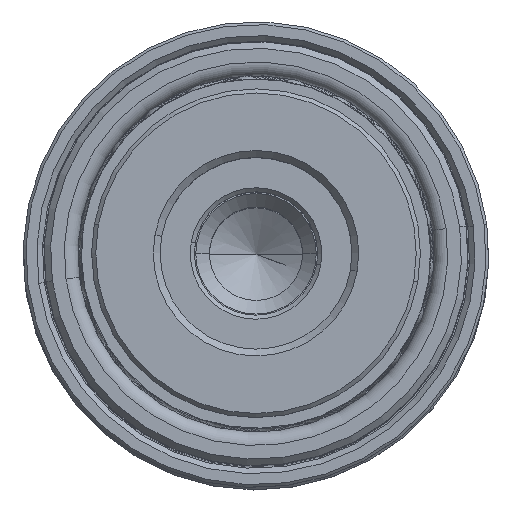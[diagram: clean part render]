
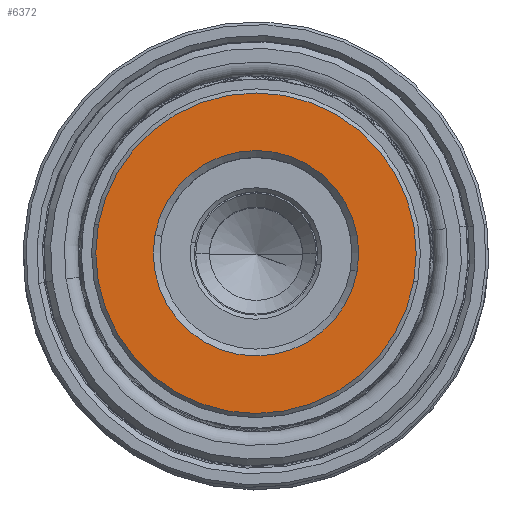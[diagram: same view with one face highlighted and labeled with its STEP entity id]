
A CAD part, top view. The second image highlights one B-rep face of the part: STEP entity #6372.
In plain terms, the highlighted face is planar.
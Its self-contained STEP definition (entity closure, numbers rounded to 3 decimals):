
#385 = VERTEX_POINT ( 'NONE', #17247 ) ;
#480 = ORIENTED_EDGE ( 'NONE', *, *, #13030, .T. ) ;
#562 = DIRECTION ( 'NONE',  ( 0., 0., 1. ) ) ;
#873 = DIRECTION ( 'NONE',  ( 0., 0., 1. ) ) ;
#1278 = FACE_BOUND ( 'NONE', #12340, .T. ) ;
#1484 = CARTESIAN_POINT ( 'NONE',  ( 11.7, 0., 0. ) ) ;
#2281 = VERTEX_POINT ( 'NONE', #30757 ) ;
#3027 = AXIS2_PLACEMENT_3D ( 'NONE', #9137, #30709, #12230 ) ;
#4866 = AXIS2_PLACEMENT_3D ( 'NONE', #9494, #31078, #12596 ) ;
#6372 = ADVANCED_FACE ( 'NONE', ( #10438, #1278 ), #14336, .F. ) ;
#8735 = EDGE_CURVE ( 'NONE', #38673, #36400, #29219, .T. ) ;
#9100 = CIRCLE ( 'NONE', #32305, 7.5 ) ;
#9137 = CARTESIAN_POINT ( 'NONE',  ( 0., 0., 0. ) ) ;
#9494 = CARTESIAN_POINT ( 'NONE',  ( 0., 0., 0. ) ) ;
#10438 = FACE_OUTER_BOUND ( 'NONE', #27909, .T. ) ;
#12031 = ORIENTED_EDGE ( 'NONE', *, *, #37771, .T. ) ;
#12230 = DIRECTION ( 'NONE',  ( 1., 0., 0. ) ) ;
#12340 = EDGE_LOOP ( 'NONE', ( #12031, #34609 ) ) ;
#12596 = DIRECTION ( 'NONE',  ( 1., 0., 0. ) ) ;
#13030 = EDGE_CURVE ( 'NONE', #36400, #38673, #19310, .T. ) ;
#14336 = PLANE ( 'NONE',  #26539 ) ;
#15316 = ORIENTED_EDGE ( 'NONE', *, *, #8735, .T. ) ;
#15707 = AXIS2_PLACEMENT_3D ( 'NONE', #19328, #873, #22417 ) ;
#16985 = EDGE_CURVE ( 'NONE', #2281, #385, #20543, .T. ) ;
#17247 = CARTESIAN_POINT ( 'NONE',  ( -7.5, 0., 0. ) ) ;
#19026 = CARTESIAN_POINT ( 'NONE',  ( 0., 0., 0. ) ) ;
#19310 = CIRCLE ( 'NONE', #3027, 11.7 ) ;
#19328 = CARTESIAN_POINT ( 'NONE',  ( 0., 0., 0. ) ) ;
#20534 = DIRECTION ( 'NONE',  ( 1., 0., 0. ) ) ;
#20543 = CIRCLE ( 'NONE', #15707, 7.5 ) ;
#22117 = DIRECTION ( 'NONE',  ( 1., 0., 0. ) ) ;
#22417 = DIRECTION ( 'NONE',  ( 1., 0., 0. ) ) ;
#23520 = CARTESIAN_POINT ( 'NONE',  ( -11.7, 0., 0. ) ) ;
#26539 = AXIS2_PLACEMENT_3D ( 'NONE', #32433, #39056, #20534 ) ;
#27909 = EDGE_LOOP ( 'NONE', ( #480, #15316 ) ) ;
#29219 = CIRCLE ( 'NONE', #4866, 11.7 ) ;
#30709 = DIRECTION ( 'NONE',  ( 0., 0., -1. ) ) ;
#30757 = CARTESIAN_POINT ( 'NONE',  ( 7.5, 0., 0. ) ) ;
#31078 = DIRECTION ( 'NONE',  ( 0., 0., -1. ) ) ;
#32305 = AXIS2_PLACEMENT_3D ( 'NONE', #19026, #562, #22117 ) ;
#32433 = CARTESIAN_POINT ( 'NONE',  ( 0., 0., 0. ) ) ;
#34609 = ORIENTED_EDGE ( 'NONE', *, *, #16985, .T. ) ;
#36400 = VERTEX_POINT ( 'NONE', #1484 ) ;
#37771 = EDGE_CURVE ( 'NONE', #385, #2281, #9100, .T. ) ;
#38673 = VERTEX_POINT ( 'NONE', #23520 ) ;
#39056 = DIRECTION ( 'NONE',  ( 0., 0., 1. ) ) ;
